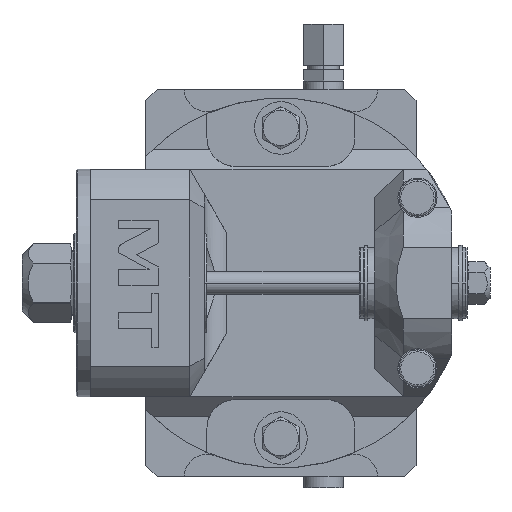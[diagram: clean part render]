
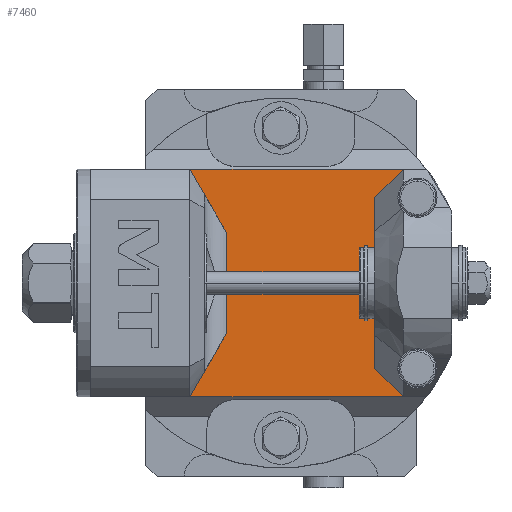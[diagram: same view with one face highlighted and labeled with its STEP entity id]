
A CAD part, left-side view. The second image highlights one B-rep face of the part: STEP entity #7460.
In plain terms, the highlighted planar face has unit normal (-1, 0, 0).
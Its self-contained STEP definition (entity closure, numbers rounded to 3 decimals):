
#167=CARTESIAN_POINT('',(-44.5,0.,0.));
#168=DIRECTION('',(-1.,0.,0.));
#169=DIRECTION('',(0.,-0.789,0.614));
#170=AXIS2_PLACEMENT_3D('',#167,#168,#169);
#251=CARTESIAN_POINT('',(-44.5,0.,0.));
#252=DIRECTION('',(-1.,0.,0.));
#253=DIRECTION('',(0.,-0.788,-0.615));
#254=AXIS2_PLACEMENT_3D('',#251,#252,#253);
#1235=DIRECTION('',(0.,0.,-1.));
#1236=VECTOR('',#1235,59.8);
#1237=CARTESIAN_POINT('',(-44.5,-33.,29.9));
#1238=LINE('',#1237,#1236);
#1239=DIRECTION('',(0.,0.707,0.707));
#1240=VECTOR('',#1239,14.142);
#1241=CARTESIAN_POINT('',(-44.5,-43.,-39.9));
#1242=LINE('',#1241,#1240);
#1243=DIRECTION('',(0.,1.,0.));
#1244=VECTOR('',#1243,8.313);
#1245=CARTESIAN_POINT('',(-44.5,-51.313,-39.9));
#1246=LINE('',#1245,#1244);
#1247=DIRECTION('',(0.,1.,0.));
#1248=VECTOR('',#1247,83.235);
#1249=CARTESIAN_POINT('',(-44.5,-51.235,-40.));
#1250=LINE('',#1249,#1248);
#1251=DIRECTION('',(0.,0.5,-0.866));
#1252=VECTOR('',#1251,26.);
#1253=CARTESIAN_POINT('',(-44.5,19.,-17.483));
#1254=LINE('',#1253,#1252);
#1255=DIRECTION('',(0.,0.,1.));
#1256=VECTOR('',#1255,34.967);
#1257=CARTESIAN_POINT('',(-44.5,19.,-17.483));
#1258=LINE('',#1257,#1256);
#1259=DIRECTION('',(0.,-0.5,-0.866));
#1260=VECTOR('',#1259,26.);
#1261=CARTESIAN_POINT('',(-44.5,32.,40.));
#1262=LINE('',#1261,#1260);
#1263=DIRECTION('',(0.,-1.,0.));
#1264=VECTOR('',#1263,83.235);
#1265=CARTESIAN_POINT('',(-44.5,32.,40.));
#1266=LINE('',#1265,#1264);
#1267=DIRECTION('',(0.,1.,0.));
#1268=VECTOR('',#1267,8.313);
#1269=CARTESIAN_POINT('',(-44.5,-51.313,39.9));
#1270=LINE('',#1269,#1268);
#1271=DIRECTION('',(0.,-0.707,0.707));
#1272=VECTOR('',#1271,14.142);
#1273=CARTESIAN_POINT('',(-44.5,-33.,29.9));
#1274=LINE('',#1273,#1272);
#2173=CARTESIAN_POINT('',(-44.5,19.,17.483));
#2184=CARTESIAN_POINT('',(-44.5,19.,-17.483));
#4985=CARTESIAN_POINT('',(-44.5,-51.235,-40.));
#4986=VERTEX_POINT('',#4985);
#4987=CARTESIAN_POINT('',(-44.5,-51.235,40.));
#4988=VERTEX_POINT('',#4987);
#5004=CARTESIAN_POINT('',(-44.5,32.,40.));
#5006=VERTEX_POINT('',#5004);
#5008=CARTESIAN_POINT('',(-44.5,32.,-40.));
#5010=VERTEX_POINT('',#5008);
#5019=VERTEX_POINT('',#2173);
#5020=VERTEX_POINT('',#2184);
#5071=CARTESIAN_POINT('',(-44.5,-33.,29.9));
#5072=CARTESIAN_POINT('',(-44.5,-33.,-29.9));
#5073=VERTEX_POINT('',#5071);
#5074=VERTEX_POINT('',#5072);
#5075=CARTESIAN_POINT('',(-44.5,-51.313,-39.9));
#5076=CARTESIAN_POINT('',(-44.5,-43.,-39.9));
#5077=VERTEX_POINT('',#5075);
#5078=VERTEX_POINT('',#5076);
#5079=CARTESIAN_POINT('',(-44.5,-51.313,39.9));
#5080=CARTESIAN_POINT('',(-44.5,-43.,39.9));
#5081=VERTEX_POINT('',#5079);
#5082=VERTEX_POINT('',#5080);
#7435=CARTESIAN_POINT('',(-44.5,0.,0.));
#7436=DIRECTION('',(-1.,0.,0.));
#7437=DIRECTION('',(0.,1.,0.));
#7438=AXIS2_PLACEMENT_3D('',#7435,#7436,#7437);
#7439=PLANE('',#7438);
#7441=ORIENTED_EDGE('',*,*,#7440,.T.);
#7443=ORIENTED_EDGE('',*,*,#7442,.F.);
#7445=ORIENTED_EDGE('',*,*,#7444,.F.);
#7446=ORIENTED_EDGE('',*,*,#6281,.F.);
#7447=ORIENTED_EDGE('',*,*,#7349,.T.);
#7448=ORIENTED_EDGE('',*,*,#7372,.F.);
#7450=ORIENTED_EDGE('',*,*,#7449,.T.);
#7451=ORIENTED_EDGE('',*,*,#7425,.F.);
#7452=ORIENTED_EDGE('',*,*,#7174,.T.);
#7453=ORIENTED_EDGE('',*,*,#6201,.F.);
#7455=ORIENTED_EDGE('',*,*,#7454,.T.);
#7457=ORIENTED_EDGE('',*,*,#7456,.F.);
#7458=EDGE_LOOP('',(#7441,#7443,#7445,#7446,#7447,#7448,#7450,#7451,#7452,#7453,
#7455,#7457));
#7459=FACE_OUTER_BOUND('',#7458,.F.);
#7460=ADVANCED_FACE('',(#7459),#7439,.T.);
#171=CIRCLE('',#170,65.);
#255=CIRCLE('',#254,65.);
#6201=EDGE_CURVE('',#5081,#4988,#171,.T.);
#6281=EDGE_CURVE('',#4986,#5077,#255,.T.);
#7174=EDGE_CURVE('',#5006,#4988,#1266,.T.);
#7349=EDGE_CURVE('',#4986,#5010,#1250,.T.);
#7372=EDGE_CURVE('',#5020,#5010,#1254,.T.);
#7425=EDGE_CURVE('',#5006,#5019,#1262,.T.);
#7440=EDGE_CURVE('',#5073,#5074,#1238,.T.);
#7442=EDGE_CURVE('',#5078,#5074,#1242,.T.);
#7444=EDGE_CURVE('',#5077,#5078,#1246,.T.);
#7449=EDGE_CURVE('',#5020,#5019,#1258,.T.);
#7454=EDGE_CURVE('',#5081,#5082,#1270,.T.);
#7456=EDGE_CURVE('',#5073,#5082,#1274,.T.);
